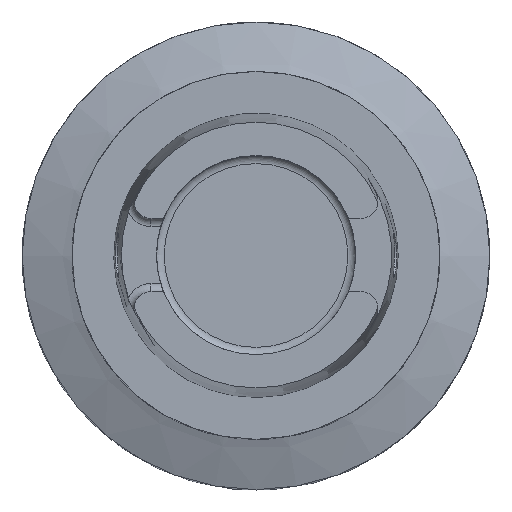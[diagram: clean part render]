
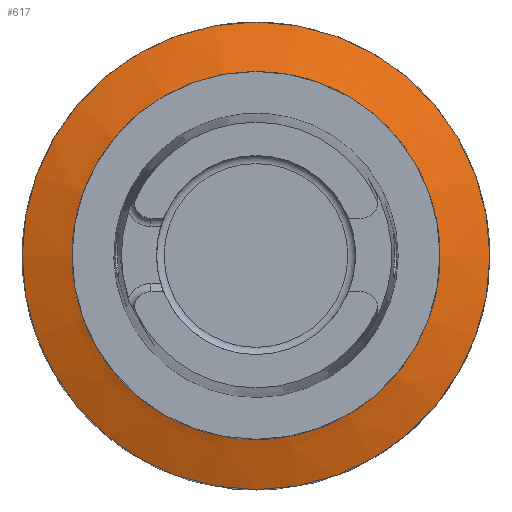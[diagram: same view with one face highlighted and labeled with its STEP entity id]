
A CAD part, top view. The second image highlights one B-rep face of the part: STEP entity #617.
In plain terms, the highlighted conical face has half-angle 70 degrees and reference radius 40 mm.
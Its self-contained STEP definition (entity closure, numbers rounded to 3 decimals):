
#232=CONICAL_SURFACE('',#5972,40.,70.);
#617=ADVANCED_FACE('',(#2196,#2197),#232,.T.);
#2196=FACE_BOUND('',#2325,.T.);
#2197=FACE_BOUND('',#2326,.T.);
#2325=EDGE_LOOP('',(#2942));
#2326=EDGE_LOOP('',(#2943));
#2942=ORIENTED_EDGE('',*,*,#5020,.F.);
#2943=ORIENTED_EDGE('',*,*,#5019,.T.);
#4392=VERTEX_POINT('',#8474);
#4393=VERTEX_POINT('',#8477);
#5019=EDGE_CURVE('',#4392,#4392,#5741,.T.);
#5020=EDGE_CURVE('',#4393,#4393,#5742,.T.);
#5741=CIRCLE('',#5969,26.25);
#5742=CIRCLE('',#5971,40.);
#5969=AXIS2_PLACEMENT_3D('',#8473,#6625,#6626);
#5971=AXIS2_PLACEMENT_3D('',#8476,#6629,#6630);
#5972=AXIS2_PLACEMENT_3D('',#8478,#6631,#6632);
#6625=DIRECTION('',(0.,0.,-1.));
#6626=DIRECTION('',(-1.,0.,0.));
#6629=DIRECTION('',(0.,0.,-1.));
#6630=DIRECTION('',(1.,0.,0.));
#6631=DIRECTION('',(0.,0.,-1.));
#6632=DIRECTION('',(-1.,0.,0.));
#8473=CARTESIAN_POINT('',(0.,0.,
-41.909));
#8474=CARTESIAN_POINT('',(-26.25,0.,-41.909));
#8476=CARTESIAN_POINT('',(0.,0.,
-46.914));
#8477=CARTESIAN_POINT('',(40.,0.,-46.914));
#8478=CARTESIAN_POINT('',(0.,0.,
-46.914));
